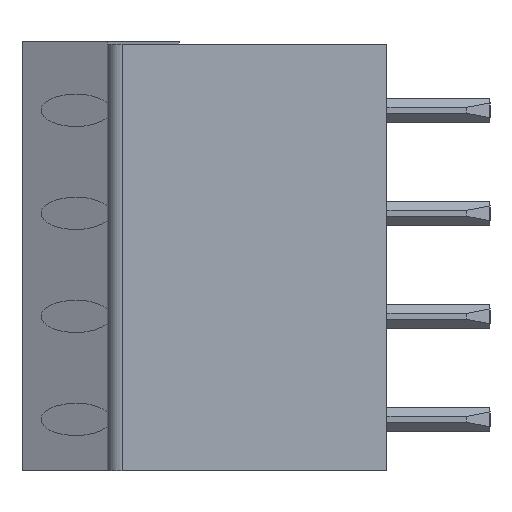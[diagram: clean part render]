
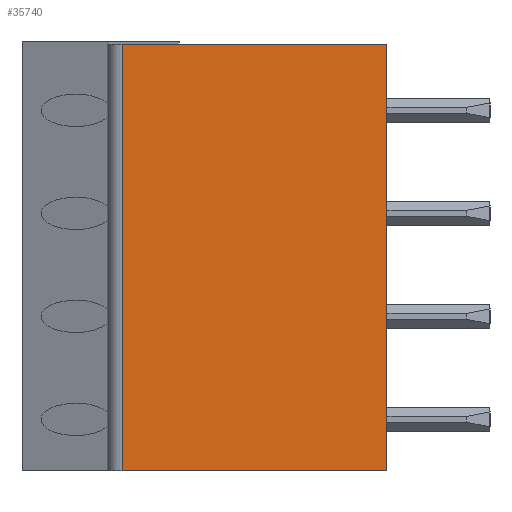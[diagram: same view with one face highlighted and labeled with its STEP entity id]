
A CAD part, left-side view. The second image highlights one B-rep face of the part: STEP entity #35740.
In plain terms, the highlighted face is planar.
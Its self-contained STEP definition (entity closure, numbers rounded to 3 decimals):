
#25010=CARTESIAN_POINT('',(20.901,45.213,
1.9));
#25020=VERTEX_POINT('',#25010);
#25050=CARTESIAN_POINT('',(31.861,50.323,
1.9));
#25060=DIRECTION('',(0.906,0.423,
0.));
#25070=VECTOR('',#25060,1.);
#25080=LINE('',#25050,#25070);
#25090=CARTESIAN_POINT('',(29.057,49.016,
1.9));
#25100=VERTEX_POINT('',#25090);
#25110=EDGE_CURVE('',#25020,#25100,#25080,.T.);
#35440=CARTESIAN_POINT('',(24.772,47.018,
1.4));
#35450=DIRECTION('',(-0.423,0.906,
0.));
#35460=DIRECTION('',(0.906,0.423,
0.));
#35470=AXIS2_PLACEMENT_3D('',#35440,#35450,#35460);
#35480=PLANE('',#35470);
#35490=ORIENTED_EDGE('',*,*,#25110,.T.);
#35500=CARTESIAN_POINT('',(20.901,45.213,
9.));
#35510=DIRECTION('',(0.,0.,-1.));
#35520=VECTOR('',#35510,1.);
#35530=LINE('',#35500,#35520);
#35540=CARTESIAN_POINT('',(20.901,45.213,
-12.6));
#35550=VERTEX_POINT('',#35540);
#35560=EDGE_CURVE('',#25020,#35550,#35530,.T.);
#35570=ORIENTED_EDGE('',*,*,#35560,.F.);
#35580=CARTESIAN_POINT('',(31.861,50.323,-12.6))
;
#35590=DIRECTION('',(0.906,0.423,0.));
#35600=VECTOR('',#35590,1.);
#35610=LINE('',#35580,#35600);
#35620=CARTESIAN_POINT('',(29.057,49.016,
-12.6));
#35630=VERTEX_POINT('',#35620);
#35640=EDGE_CURVE('',#35550,#35630,#35610,.T.);
#35650=ORIENTED_EDGE('',*,*,#35640,.F.);
#35660=CARTESIAN_POINT('',(29.057,49.016,
-12.6));
#35670=DIRECTION('',(0.,0.,-1.));
#35680=VECTOR('',#35670,1.);
#35690=LINE('',#35660,#35680);
#35700=EDGE_CURVE('',#25100,#35630,#35690,.T.);
#35710=ORIENTED_EDGE('',*,*,#35700,.T.);
#35720=EDGE_LOOP('',(#35710,#35650,#35570,#35490));
#35730=FACE_OUTER_BOUND('',#35720,.T.);
#35740=ADVANCED_FACE('',(#35730),#35480,.T.);
